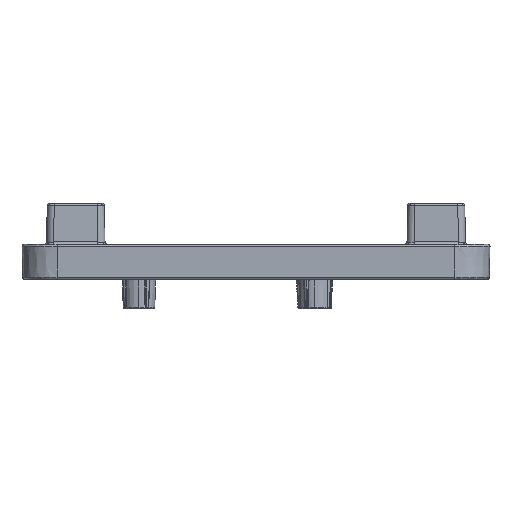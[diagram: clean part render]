
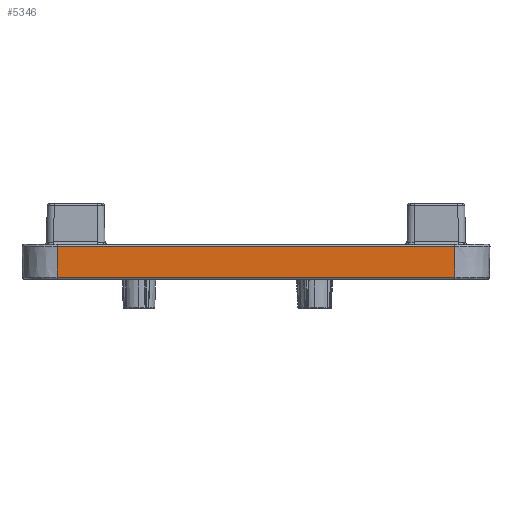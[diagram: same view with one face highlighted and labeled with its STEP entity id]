
A CAD part, front view. The second image highlights one B-rep face of the part: STEP entity #5346.
In plain terms, the highlighted planar face has unit normal (0, -1, -0.018).
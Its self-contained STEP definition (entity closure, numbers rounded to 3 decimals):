
#96 = VECTOR ( 'NONE', #8880, 1000. ) ;
#194 = LINE ( 'NONE', #8855, #96 ) ;
#376 = VERTEX_POINT ( 'NONE', #8789 ) ;
#578 = ORIENTED_EDGE ( 'NONE', *, *, #11747, .T. ) ;
#836 = VERTEX_POINT ( 'NONE', #4851 ) ;
#847 = VERTEX_POINT ( 'NONE', #4797 ) ;
#1291 = ORIENTED_EDGE ( 'NONE', *, *, #3779, .F. ) ;
#1766 = DIRECTION ( 'NONE',  ( 0., -1., -0.017 ) ) ;
#2146 = DIRECTION ( 'NONE',  ( -1., 0., 0. ) ) ;
#2198 = CARTESIAN_POINT ( 'NONE',  ( 0., -19.951, 0.197 ) ) ;
#2890 = VECTOR ( 'NONE', #8903, 1000. ) ;
#3027 = LINE ( 'NONE', #8951, #2890 ) ;
#3779 = EDGE_CURVE ( 'NONE', #847, #836, #194, .T. ) ;
#3807 = DIRECTION ( 'NONE',  ( 0., 0.017, -1. ) ) ;
#4247 = VERTEX_POINT ( 'NONE', #10975 ) ;
#4286 = CARTESIAN_POINT ( 'NONE',  ( -17., -20., 3. ) ) ;
#4290 = DIRECTION ( 'NONE',  ( 0., 0.017, -1. ) ) ;
#4494 = CARTESIAN_POINT ( 'NONE',  ( 0., -20., 3. ) ) ;
#4797 = CARTESIAN_POINT ( 'NONE',  ( 17., -19.996, 2.797 ) ) ;
#4851 = CARTESIAN_POINT ( 'NONE',  ( 17., -19.951, 0.197 ) ) ;
#5332 = LINE ( 'NONE', #2198, #10332 ) ;
#5346 = ADVANCED_FACE ( 'NONE', ( #9313 ), #11497, .T. ) ;
#7621 = ORIENTED_EDGE ( 'NONE', *, *, #9217, .T. ) ;
#8515 = ORIENTED_EDGE ( 'NONE', *, *, #10808, .F. ) ;
#8789 = CARTESIAN_POINT ( 'NONE',  ( -17., -19.996, 2.797 ) ) ;
#8855 = CARTESIAN_POINT ( 'NONE',  ( 17., -8730.025, 499000. ) ) ;
#8880 = DIRECTION ( 'NONE',  ( 0., 0.017, -1. ) ) ;
#8903 = DIRECTION ( 'NONE',  ( -1., 0., 0. ) ) ;
#8951 = CARTESIAN_POINT ( 'NONE',  ( 0., -19.996, 2.797 ) ) ;
#9217 = EDGE_CURVE ( 'NONE', #847, #376, #3027, .T. ) ;
#9313 = FACE_OUTER_BOUND ( 'NONE', #10217, .T. ) ;
#10217 = EDGE_LOOP ( 'NONE', ( #1291, #7621, #578, #8515 ) ) ;
#10332 = VECTOR ( 'NONE', #2146, 1000. ) ;
#10541 = LINE ( 'NONE', #4286, #10824 ) ;
#10808 = EDGE_CURVE ( 'NONE', #836, #4247, #5332, .T. ) ;
#10824 = VECTOR ( 'NONE', #4290, 1000. ) ;
#10975 = CARTESIAN_POINT ( 'NONE',  ( -17., -19.951, 0.197 ) ) ;
#11497 = PLANE ( 'NONE',  #11915 ) ;
#11747 = EDGE_CURVE ( 'NONE', #376, #4247, #10541, .T. ) ;
#11915 = AXIS2_PLACEMENT_3D ( 'NONE', #4494, #1766, #3807 ) ;
